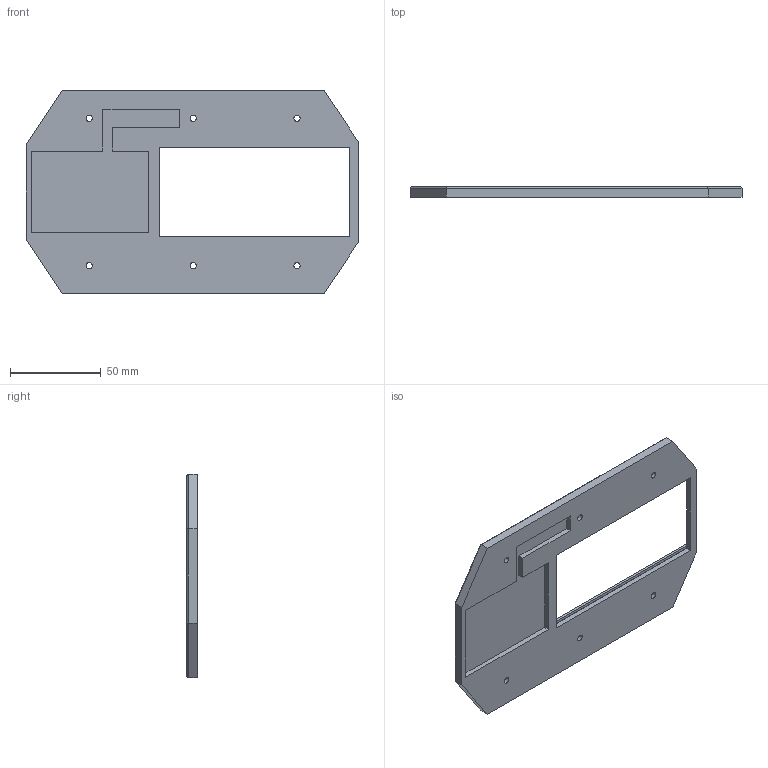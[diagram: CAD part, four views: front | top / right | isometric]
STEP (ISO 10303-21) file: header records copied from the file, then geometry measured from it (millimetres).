
FILE_DESCRIPTION(/* description */ (''),/* implementation_level */ '2;1');
FILE_NAME(/* name */ 'TopPlate.step',/* time_stamp */ '2023-05-04T14:49:53+01:00',/* author */ (''),/* organization */ (''),/* preprocessor_version */ 'ST-DEVELOPER v19.2',/* originating_system */ 'Autodesk Translation Framework v12.4.0.73',/* authorisation */ '');
FILE_SCHEMA (('AUTOMOTIVE_DESIGN { 1 0 10303 214 3 1 1 }'));
Length unit declared in the file: millimetre
Products named in the file (1): Rover
Bounding box: 182.5 x 5.9 x 111.7 mm (x, y, z)
Volume: 71555.6 mm3; surface area: 34875.5 mm2
Topology: 1 solids, 1 shells, 60 faces, 145 edges, 94 vertices
Faces by surface type: plane 39, cylinder 12, bspline 9
Full cylindrical faces by diameter (mm): 3.4 x6, 6 x6
Entity records: 2422 total; most frequent: CARTESIAN_POINT 991, ORIENTED_EDGE 290, DIRECTION 245, EDGE_CURVE 145, VERTEX_POINT 94, LINE 93, VECTOR 93, EDGE_LOOP 81
